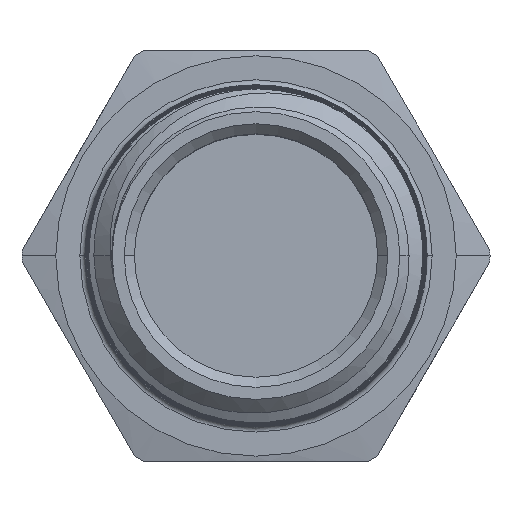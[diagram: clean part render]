
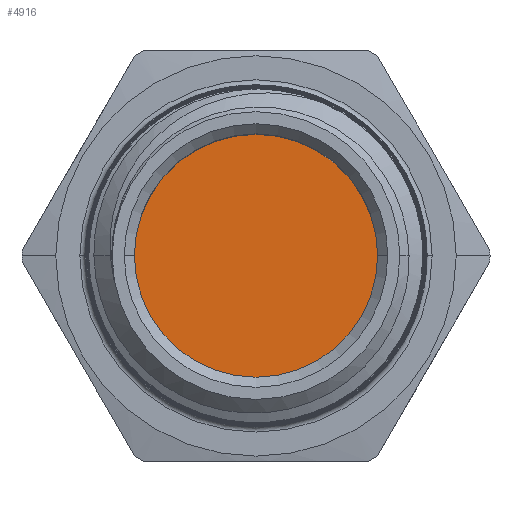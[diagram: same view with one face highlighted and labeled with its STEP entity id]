
A CAD part, top view. The second image highlights one B-rep face of the part: STEP entity #4916.
In plain terms, the highlighted planar face has unit normal (0, 0, 1).
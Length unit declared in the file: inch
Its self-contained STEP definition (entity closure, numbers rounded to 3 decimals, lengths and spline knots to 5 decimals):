
#218 = CARTESIAN_POINT ( 'NONE',  ( 0., 0., 0.07 ) ) ;
#220 = PLANE ( 'NONE',  #1029 ) ;
#222 = DIRECTION ( 'NONE',  ( 0., 0., 1. ) ) ;
#223 = DIRECTION ( 'NONE',  ( 1., 0., 0. ) ) ;
#480 = CIRCLE ( 'NONE', #1002, 0.24 ) ;
#533 = FACE_OUTER_BOUND ( 'NONE', #1164, .T. ) ;
#723 = VERTEX_POINT ( 'NONE', #5278 ) ;
#795 = EDGE_CURVE ( 'NONE', #723, #3910, #1853, .T. ) ;
#950 = EDGE_CURVE ( 'NONE', #3910, #723, #480, .T. ) ;
#953 = AXIS2_PLACEMENT_3D ( 'NONE', #5181, #5179, #5177 ) ;
#1002 = AXIS2_PLACEMENT_3D ( 'NONE', #1771, #1772, #1773 ) ;
#1029 = AXIS2_PLACEMENT_3D ( 'NONE', #218, #222, #223 ) ;
#1164 = EDGE_LOOP ( 'NONE', ( #3925, #3918 ) ) ;
#1771 = CARTESIAN_POINT ( 'NONE',  ( 0., 0., 0.07 ) ) ;
#1772 = DIRECTION ( 'NONE',  ( 0., 0., 1. ) ) ;
#1773 = DIRECTION ( 'NONE',  ( 1., 0., 0. ) ) ;
#1785 = CARTESIAN_POINT ( 'NONE',  ( 0.24, 0., 0.07 ) ) ;
#1853 = CIRCLE ( 'NONE', #953, 0.24 ) ;
#3910 = VERTEX_POINT ( 'NONE', #1785 ) ;
#3918 = ORIENTED_EDGE ( 'NONE', *, *, #950, .T. ) ;
#3925 = ORIENTED_EDGE ( 'NONE', *, *, #795, .T. ) ;
#4916 = ADVANCED_FACE ( 'NONE', ( #533 ), #220, .T. ) ;
#5177 = DIRECTION ( 'NONE',  ( 1., 0., 0. ) ) ;
#5179 = DIRECTION ( 'NONE',  ( 0., 0., 1. ) ) ;
#5181 = CARTESIAN_POINT ( 'NONE',  ( 0., 0., 0.07 ) ) ;
#5278 = CARTESIAN_POINT ( 'NONE',  ( -0.24, 0., 0.07 ) ) ;
